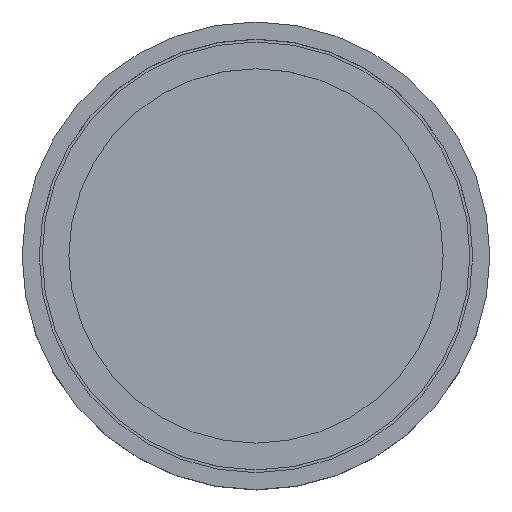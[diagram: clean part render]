
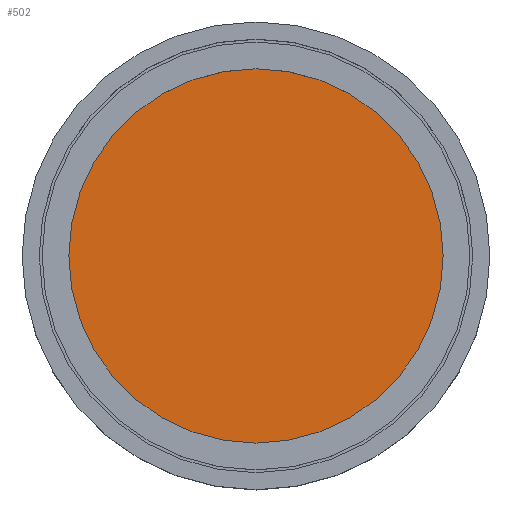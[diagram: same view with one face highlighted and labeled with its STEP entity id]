
A CAD part, top view. The second image highlights one B-rep face of the part: STEP entity #502.
In plain terms, the highlighted planar face has unit normal (0, 0, 1).
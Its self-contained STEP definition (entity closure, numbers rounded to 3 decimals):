
#106 = ORIENTED_EDGE ( 'NONE', *, *, #155, .F. ) ;
#111 = AXIS2_PLACEMENT_3D ( 'NONE', #853, #935, #617 ) ;
#122 = FACE_OUTER_BOUND ( 'NONE', #514, .T. ) ;
#141 = CARTESIAN_POINT ( 'NONE',  ( 5.7, 0., 2.381 ) ) ;
#155 = EDGE_CURVE ( 'NONE', #220, #688, #619, .T. ) ;
#156 = DIRECTION ( 'NONE',  ( 0., 0., -1. ) ) ;
#219 = DIRECTION ( 'NONE',  ( 1., 0., 0. ) ) ;
#220 = VERTEX_POINT ( 'NONE', #394 ) ;
#358 = CIRCLE ( 'NONE', #420, 5.7 ) ;
#370 = CARTESIAN_POINT ( 'NONE',  ( 0., 0., 2.381 ) ) ;
#394 = CARTESIAN_POINT ( 'NONE',  ( -5.7, 0., 2.381 ) ) ;
#408 = ORIENTED_EDGE ( 'NONE', *, *, #782, .F. ) ;
#420 = AXIS2_PLACEMENT_3D ( 'NONE', #370, #156, #219 ) ;
#502 = ADVANCED_FACE ( 'NONE', ( #122 ), #772, .T. ) ;
#514 = EDGE_LOOP ( 'NONE', ( #408, #106 ) ) ;
#536 = CARTESIAN_POINT ( 'NONE',  ( 0., 0., 2.381 ) ) ;
#614 = DIRECTION ( 'NONE',  ( 1., 0., 0. ) ) ;
#617 = DIRECTION ( 'NONE',  ( 1., 0., 0. ) ) ;
#619 = CIRCLE ( 'NONE', #680, 5.7 ) ;
#678 = DIRECTION ( 'NONE',  ( 0., 0., -1. ) ) ;
#680 = AXIS2_PLACEMENT_3D ( 'NONE', #536, #678, #614 ) ;
#688 = VERTEX_POINT ( 'NONE', #141 ) ;
#772 = PLANE ( 'NONE',  #111 ) ;
#782 = EDGE_CURVE ( 'NONE', #688, #220, #358, .T. ) ;
#853 = CARTESIAN_POINT ( 'NONE',  ( 0., 0., 2.381 ) ) ;
#935 = DIRECTION ( 'NONE',  ( 0., 0., 1. ) ) ;
